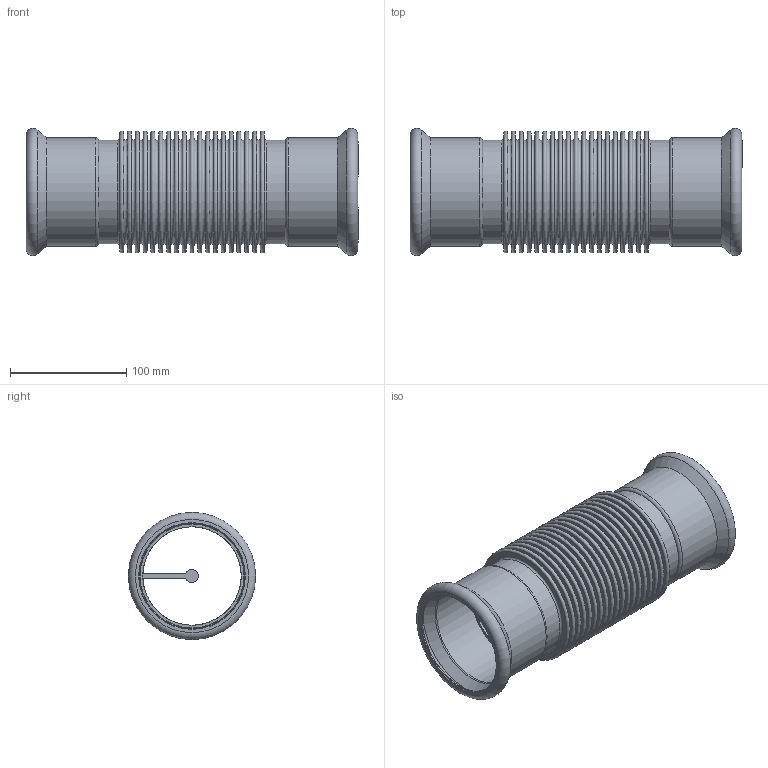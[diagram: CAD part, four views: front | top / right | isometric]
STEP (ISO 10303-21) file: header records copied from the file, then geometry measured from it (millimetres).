
FILE_DESCRIPTION(/* description */ (''),/* implementation_level */ '2;1');
FILE_NAME(/* name */ '33930.stp',/* time_stamp */ '2014-04-03T12:03:38+02:00',/* author */ ('bruh'),/* organization */ (''),/* preprocessor_version */ 'ST-DEVELOPER v15.2',/* originating_system */ 'Autodesk Inventor 2014',/* authorisation */ '');
FILE_SCHEMA (('AUTOMOTIVE_DESIGN { 1 0 10303 214 3 1 1 }'));
Length unit declared in the file: millimetre
Products named in the file (3): 90728; 33930
Bounding box: 286 x 109.5 x 109.5 mm (x, y, z)
Volume: 328463.2 mm3; surface area: 257373.2 mm2
Topology: 3 solids, 3 shells, 122 faces, 204 edges, 130 vertices
Faces by surface type: plane 54, torus 47, cylinder 13, cone 8
Full cylindrical faces by diameter (mm): 84.9 x3, 88.9 x2, 89.5 x2, 91 x2, 93.5 x2
Entity records: 2174 total; most frequent: DIRECTION 422, CARTESIAN_POINT 319, ORIENTED_EDGE 216, AXIS2_PLACEMENT_3D 207, EDGE_LOOP 198, FACE_BOUND 118, EDGE_CURVE 108, VERTEX_POINT 104
